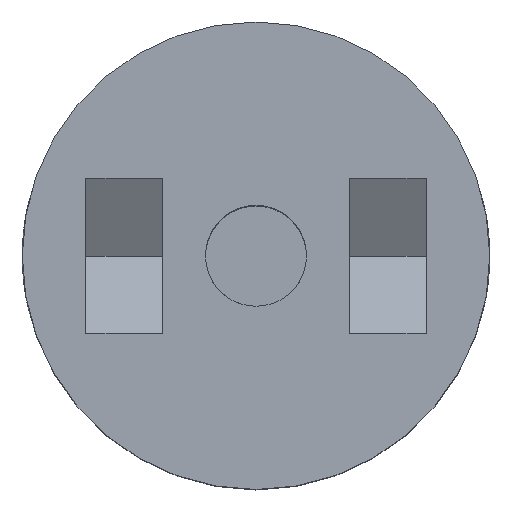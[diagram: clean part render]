
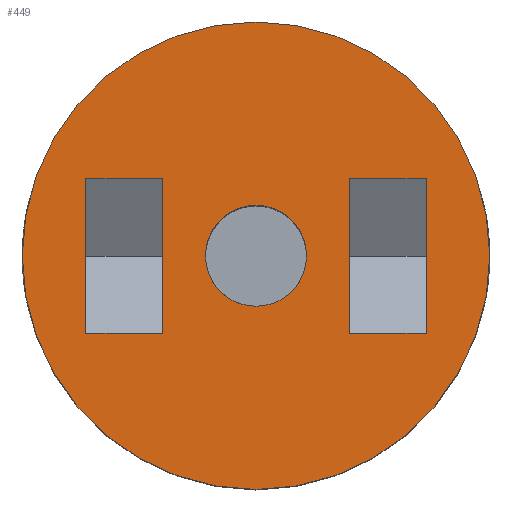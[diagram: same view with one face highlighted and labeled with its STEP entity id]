
A CAD part, top view. The second image highlights one B-rep face of the part: STEP entity #449.
In plain terms, the highlighted planar face has unit normal (0, 0, 1).
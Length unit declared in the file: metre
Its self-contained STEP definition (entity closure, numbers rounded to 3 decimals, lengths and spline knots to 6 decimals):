
#27=LINE('',#674,#57);
#31=LINE('',#682,#61);
#32=LINE('',#684,#62);
#34=LINE('',#688,#64);
#35=LINE('',#711,#65);
#36=LINE('',#714,#66);
#37=LINE('',#716,#67);
#38=LINE('',#718,#68);
#57=VECTOR('',#552,1.);
#61=VECTOR('',#558,1.);
#62=VECTOR('',#561,1.);
#64=VECTOR('',#565,1.);
#65=VECTOR('',#580,1.);
#66=VECTOR('',#581,1.);
#67=VECTOR('',#582,1.);
#68=VECTOR('',#583,1.);
#86=PLANE('',#499);
#106=CIRCLE('',#482,0.0027);
#111=CIRCLE('',#500,0.0125);
#158=ORIENTED_EDGE('',*,*,#253,.T.);
#159=ORIENTED_EDGE('',*,*,#254,.T.);
#160=ORIENTED_EDGE('',*,*,#256,.F.);
#161=ORIENTED_EDGE('',*,*,#249,.F.);
#162=ORIENTED_EDGE('',*,*,#237,.F.);
#163=ORIENTED_EDGE('',*,*,#261,.T.);
#164=ORIENTED_EDGE('',*,*,#262,.F.);
#165=ORIENTED_EDGE('',*,*,#263,.T.);
#166=ORIENTED_EDGE('',*,*,#264,.T.);
#167=ORIENTED_EDGE('',*,*,#265,.F.);
#237=EDGE_CURVE('',#296,#296,#106,.T.);
#249=EDGE_CURVE('',#306,#307,#27,.T.);
#253=EDGE_CURVE('',#306,#308,#31,.T.);
#254=EDGE_CURVE('',#308,#309,#32,.T.);
#256=EDGE_CURVE('',#307,#309,#34,.T.);
#261=EDGE_CURVE('',#313,#313,#111,.T.);
#262=EDGE_CURVE('',#314,#315,#35,.T.);
#263=EDGE_CURVE('',#314,#316,#36,.T.);
#264=EDGE_CURVE('',#316,#317,#37,.T.);
#265=EDGE_CURVE('',#315,#317,#38,.T.);
#296=VERTEX_POINT('',#638);
#306=VERTEX_POINT('',#675);
#307=VERTEX_POINT('',#676);
#308=VERTEX_POINT('',#681);
#309=VERTEX_POINT('',#685);
#313=VERTEX_POINT('',#710);
#314=VERTEX_POINT('',#712);
#315=VERTEX_POINT('',#713);
#316=VERTEX_POINT('',#715);
#317=VERTEX_POINT('',#717);
#358=EDGE_LOOP('',(#158,#159,#160,#161));
#359=EDGE_LOOP('',(#162));
#360=EDGE_LOOP('',(#163));
#361=EDGE_LOOP('',(#164,#165,#166,#167));
#403=FACE_BOUND('',#358,.T.);
#404=FACE_BOUND('',#359,.T.);
#405=FACE_BOUND('',#360,.T.);
#406=FACE_BOUND('',#361,.T.);
#449=ADVANCED_FACE('',(#403,#404,#405,#406),#86,.T.);
#482=AXIS2_PLACEMENT_3D('',#637,#527,#528);
#499=AXIS2_PLACEMENT_3D('',#708,#576,#577);
#500=AXIS2_PLACEMENT_3D('',#709,#578,#579);
#527=DIRECTION('',(0.,0.,1.));
#528=DIRECTION('',(1.,0.,0.));
#552=DIRECTION('',(-1.,0.,0.));
#558=DIRECTION('',(0.,-1.,0.));
#561=DIRECTION('',(-1.,0.,0.));
#565=DIRECTION('',(0.,-1.,0.));
#576=DIRECTION('',(0.,0.,1.));
#577=DIRECTION('',(1.,0.,0.));
#578=DIRECTION('',(0.,0.,1.));
#579=DIRECTION('',(1.,0.,0.));
#580=DIRECTION('',(0.,-1.,0.));
#581=DIRECTION('',(1.,0.,0.));
#582=DIRECTION('',(0.,-1.,0.));
#583=DIRECTION('',(1.,0.,0.));
#637=CARTESIAN_POINT('',(0.,0.,0.02));
#638=CARTESIAN_POINT('',(0.0027,0.,0.02));
#674=CARTESIAN_POINT('',(-0.00705,0.00415,0.02));
#675=CARTESIAN_POINT('',(-0.005,0.00415,0.02));
#676=CARTESIAN_POINT('',(-0.0091,0.00415,0.02));
#681=CARTESIAN_POINT('',(-0.005,-0.00415,0.02));
#682=CARTESIAN_POINT('',(-0.005,0.,0.02));
#684=CARTESIAN_POINT('',(-0.00705,-0.00415,0.02));
#685=CARTESIAN_POINT('',(-0.0091,-0.00415,0.02));
#688=CARTESIAN_POINT('',(-0.0091,0.,0.02));
#708=CARTESIAN_POINT('',(0.,0.,0.02));
#709=CARTESIAN_POINT('',(0.,0.,0.02));
#710=CARTESIAN_POINT('',(0.0125,0.,0.02));
#711=CARTESIAN_POINT('',(0.005,0.,0.02));
#712=CARTESIAN_POINT('',(0.005,0.00415,0.02));
#713=CARTESIAN_POINT('',(0.005,-0.00415,0.02));
#714=CARTESIAN_POINT('',(0.00705,0.00415,0.02));
#715=CARTESIAN_POINT('',(0.0091,0.00415,0.02));
#716=CARTESIAN_POINT('',(0.0091,0.,0.02));
#717=CARTESIAN_POINT('',(0.0091,-0.00415,0.02));
#718=CARTESIAN_POINT('',(0.00705,-0.00415,0.02));
